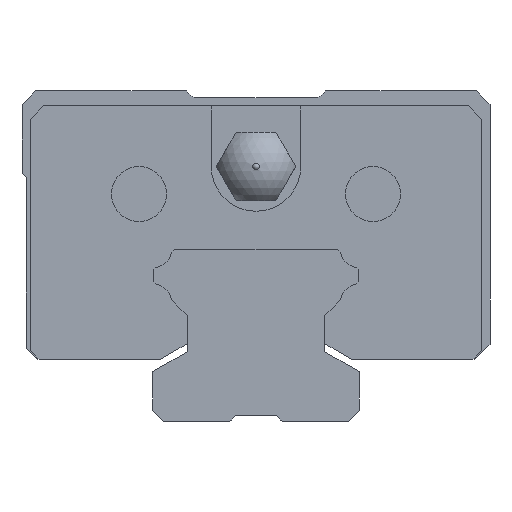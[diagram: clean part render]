
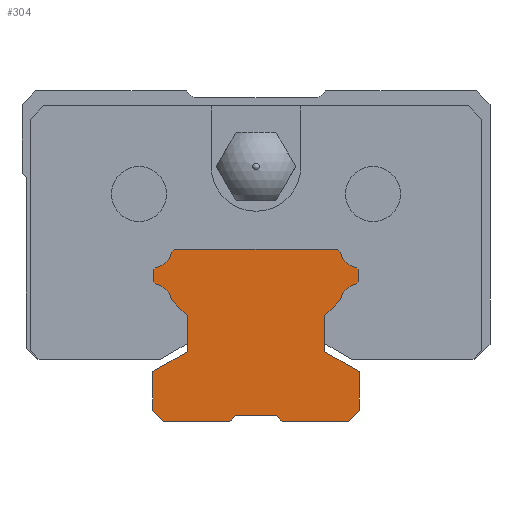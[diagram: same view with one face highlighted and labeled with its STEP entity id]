
A CAD part, front view. The second image highlights one B-rep face of the part: STEP entity #304.
In plain terms, the highlighted planar face has unit normal (0, -1, 0).
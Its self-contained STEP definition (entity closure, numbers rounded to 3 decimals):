
#304=ADVANCED_FACE('',(#598),#599,.T.);
#598=FACE_OUTER_BOUND('',#903,.T.);
#599=PLANE('',#904);
#903=EDGE_LOOP('',(#2031,#2032,#2033,#2034,#2035,#2036,#2037,#2038,#2039,#2040,#2041,#2042,#2043,#2044,#2045,#2046,#2047,#2048,#2049,#2050,#2051,#2052,#2053,#2054,#2055,#2056,#2057,#2058));
#904=AXIS2_PLACEMENT_3D('',#2059,#2060,#2061);
#2031=ORIENTED_EDGE('',*,*,#2444,.F.);
#2032=ORIENTED_EDGE('',*,*,#2490,.T.);
#2033=ORIENTED_EDGE('',*,*,#2492,.T.);
#2034=ORIENTED_EDGE('',*,*,#2515,.T.);
#2035=ORIENTED_EDGE('',*,*,#2528,.T.);
#2036=ORIENTED_EDGE('',*,*,#2529,.T.);
#2037=ORIENTED_EDGE('',*,*,#2520,.F.);
#2038=ORIENTED_EDGE('',*,*,#2527,.T.);
#2039=ORIENTED_EDGE('',*,*,#2530,.T.);
#2040=ORIENTED_EDGE('',*,*,#2500,.T.);
#2041=ORIENTED_EDGE('',*,*,#2531,.T.);
#2042=ORIENTED_EDGE('',*,*,#2497,.F.);
#2043=ORIENTED_EDGE('',*,*,#2522,.F.);
#2044=ORIENTED_EDGE('',*,*,#2532,.F.);
#2045=ORIENTED_EDGE('',*,*,#2533,.T.);
#2046=ORIENTED_EDGE('',*,*,#2440,.F.);
#2047=ORIENTED_EDGE('',*,*,#2433,.T.);
#2048=ORIENTED_EDGE('',*,*,#2437,.F.);
#2049=ORIENTED_EDGE('',*,*,#2534,.F.);
#2050=ORIENTED_EDGE('',*,*,#2535,.F.);
#2051=ORIENTED_EDGE('',*,*,#2481,.F.);
#2052=ORIENTED_EDGE('',*,*,#2506,.F.);
#2053=ORIENTED_EDGE('',*,*,#2536,.T.);
#2054=ORIENTED_EDGE('',*,*,#2510,.F.);
#2055=ORIENTED_EDGE('',*,*,#2537,.T.);
#2056=ORIENTED_EDGE('',*,*,#2484,.T.);
#2057=ORIENTED_EDGE('',*,*,#2505,.F.);
#2058=ORIENTED_EDGE('',*,*,#2494,.F.);
#2059=CARTESIAN_POINT('',(-7.64,-80.0,12.24));
#2060=DIRECTION('',(0.0,-1.0,0.0));
#2061=DIRECTION('',(0.0,0.0,-1.0));
#2433=EDGE_CURVE('',#3027,#3028,#3029,.T.);
#2437=EDGE_CURVE('',#3035,#3028,#3036,.T.);
#2440=EDGE_CURVE('',#3027,#3040,#3041,.T.);
#2444=EDGE_CURVE('',#3045,#3048,#3049,.T.);
#2481=EDGE_CURVE('',#3113,#3114,#3115,.T.);
#2484=EDGE_CURVE('',#3118,#3119,#3120,.T.);
#2490=EDGE_CURVE('',#3045,#3128,#3129,.T.);
#2492=EDGE_CURVE('',#3128,#3131,#3132,.T.);
#2494=EDGE_CURVE('',#3048,#3134,#3135,.T.);
#2497=EDGE_CURVE('',#3138,#3139,#3140,.T.);
#2500=EDGE_CURVE('',#3143,#3144,#3145,.T.);
#2505=EDGE_CURVE('',#3134,#3119,#3150,.T.);
#2506=EDGE_CURVE('',#3151,#3113,#3152,.T.);
#2510=EDGE_CURVE('',#3156,#3157,#3158,.T.);
#2515=EDGE_CURVE('',#3131,#3163,#3164,.T.);
#2520=EDGE_CURVE('',#3168,#3170,#3171,.T.);
#2522=EDGE_CURVE('',#3173,#3138,#3174,.T.);
#2527=EDGE_CURVE('',#3168,#3178,#3180,.T.);
#2528=EDGE_CURVE('',#3163,#3181,#3182,.T.);
#2529=EDGE_CURVE('',#3181,#3170,#3183,.T.);
#2530=EDGE_CURVE('',#3178,#3143,#3184,.T.);
#2531=EDGE_CURVE('',#3144,#3139,#3185,.T.);
#2532=EDGE_CURVE('',#3186,#3173,#3187,.T.);
#2533=EDGE_CURVE('',#3186,#3040,#3188,.T.);
#2534=EDGE_CURVE('',#3189,#3035,#3190,.T.);
#2535=EDGE_CURVE('',#3114,#3189,#3191,.T.);
#2536=EDGE_CURVE('',#3151,#3157,#3192,.T.);
#2537=EDGE_CURVE('',#3156,#3118,#3193,.T.);
#3027=VERTEX_POINT('',#3890);
#3028=VERTEX_POINT('',#3891);
#3029=LINE('',#3892,#3893);
#3035=VERTEX_POINT('',#3902);
#3036=LINE('',#3903,#3904);
#3040=VERTEX_POINT('',#3910);
#3041=CIRCLE('',#3911,1.55);
#3045=VERTEX_POINT('',#3916);
#3048=VERTEX_POINT('',#3920);
#3049=LINE('',#3921,#3922);
#3113=VERTEX_POINT('',#4011);
#3114=VERTEX_POINT('',#4012);
#3115=LINE('',#4013,#4014);
#3118=VERTEX_POINT('',#4019);
#3119=VERTEX_POINT('',#4020);
#3120=LINE('',#4021,#4022);
#3128=VERTEX_POINT('',#4034);
#3129=LINE('',#4035,#4036);
#3131=VERTEX_POINT('',#4039);
#3132=LINE('',#4040,#4041);
#3134=VERTEX_POINT('',#4044);
#3135=CIRCLE('',#4045,1.55);
#3138=VERTEX_POINT('',#4049);
#3139=VERTEX_POINT('',#4050);
#3140=LINE('',#4051,#4052);
#3143=VERTEX_POINT('',#4057);
#3144=VERTEX_POINT('',#4058);
#3145=LINE('',#4059,#4060);
#3150=LINE('',#4067,#4068);
#3151=VERTEX_POINT('',#4069);
#3152=LINE('',#4070,#4071);
#3156=VERTEX_POINT('',#4076);
#3157=VERTEX_POINT('',#4077);
#3158=CIRCLE('',#4078,1.55);
#3163=VERTEX_POINT('',#4087);
#3164=LINE('',#4088,#4089);
#3168=VERTEX_POINT('',#4094);
#3170=VERTEX_POINT('',#4097);
#3171=LINE('',#4098,#4099);
#3173=VERTEX_POINT('',#4102);
#3174=LINE('',#4103,#4104);
#3178=VERTEX_POINT('',#4109);
#3180=LINE('',#4112,#4113);
#3181=VERTEX_POINT('',#4114);
#3182=LINE('',#4115,#4116);
#3183=LINE('',#4117,#4118);
#3184=LINE('',#4119,#4120);
#3185=LINE('',#4121,#4122);
#3186=VERTEX_POINT('',#4123);
#3187=LINE('',#4124,#4125);
#3188=LINE('',#4126,#4127);
#3189=VERTEX_POINT('',#4128);
#3190=LINE('',#4129,#4130);
#3191=CIRCLE('',#4131,1.55);
#3192=LINE('',#4132,#4133);
#3193=LINE('',#4134,#4135);
#3890=CARTESIAN_POINT('',(7.285,-80.0,9.569));
#3891=CARTESIAN_POINT('',(7.43,-80.0,9.714));
#3892=CARTESIAN_POINT('',(7.285,-80.0,9.569));
#3893=VECTOR('',#4583,1000.0);
#3902=CARTESIAN_POINT('',(7.43,-80.0,10.586));
#3903=CARTESIAN_POINT('',(7.43,-80.0,10.586));
#3904=VECTOR('',#4587,1000.0);
#3910=CARTESIAN_POINT('',(6.131,-80.0,8.415));
#3911=AXIS2_PLACEMENT_3D('',#4590,#4591,#4592);
#3916=CARTESIAN_POINT('',(-5.,-80.0,7.284));
#3920=CARTESIAN_POINT('',(-6.131,-80.0,8.415));
#3921=CARTESIAN_POINT('',(-4.93,-80.0,7.214));
#3922=VECTOR('',#4598,1000.0);
#4011=CARTESIAN_POINT('',(5.916,-80.0,12.1));
#4012=CARTESIAN_POINT('',(6.131,-80.0,11.885));
#4013=CARTESIAN_POINT('',(5.986,-80.0,12.03));
#4014=VECTOR('',#4657,1000.0);
#4019=CARTESIAN_POINT('',(-7.43,-80.0,10.586));
#4020=CARTESIAN_POINT('',(-7.43,-80.0,9.714));
#4021=CARTESIAN_POINT('',(-7.43,-80.0,10.586));
#4022=VECTOR('',#4660,1000.0);
#4034=CARTESIAN_POINT('',(-5.,-80.0,4.643));
#4035=CARTESIAN_POINT('',(-5.,-80.0,5.221));
#4036=VECTOR('',#4668,1000.0);
#4039=CARTESIAN_POINT('',(-7.5,-80.0,3.2));
#4040=CARTESIAN_POINT('',(-5.,-80.0,4.643));
#4041=VECTOR('',#4670,1000.0);
#4044=CARTESIAN_POINT('',(-7.285,-80.0,9.569));
#4045=AXIS2_PLACEMENT_3D('',#4672,#4673,#4674);
#4049=CARTESIAN_POINT('',(7.5,-80.0,3.2));
#4050=CARTESIAN_POINT('',(7.5,-80.0,0.4));
#4051=CARTESIAN_POINT('',(7.5,-80.0,3.2));
#4052=VECTOR('',#4679,1000.0);
#4057=CARTESIAN_POINT('',(1.9,-80.0,-0.4));
#4058=CARTESIAN_POINT('',(6.7,-80.0,-0.4));
#4059=CARTESIAN_POINT('',(1.9,-80.0,-0.4));
#4060=VECTOR('',#4682,1000.0);
#4067=CARTESIAN_POINT('',(-7.285,-80.0,9.569));
#4068=VECTOR('',#4691,1000.0);
#4069=CARTESIAN_POINT('',(-5.916,-80.0,12.1));
#4070=CARTESIAN_POINT('',(-7.64,-80.0,12.1));
#4071=VECTOR('',#4692,1000.0);
#4076=CARTESIAN_POINT('',(-7.285,-80.0,10.731));
#4077=CARTESIAN_POINT('',(-6.131,-80.0,11.885));
#4078=AXIS2_PLACEMENT_3D('',#4700,#4701,#4702);
#4087=CARTESIAN_POINT('',(-7.5,-80.0,0.4));
#4088=CARTESIAN_POINT('',(-7.5,-80.0,3.2));
#4089=VECTOR('',#4707,1000.0);
#4094=CARTESIAN_POINT('',(-1.5,-80.0,0.0));
#4097=CARTESIAN_POINT('',(-1.9,-80.0,-0.4));
#4098=CARTESIAN_POINT('',(-1.5,-80.0,0.0));
#4099=VECTOR('',#4716,1000.0);
#4102=CARTESIAN_POINT('',(5.,-80.0,4.643));
#4103=CARTESIAN_POINT('',(5.,-80.0,4.643));
#4104=VECTOR('',#4718,1000.0);
#4109=CARTESIAN_POINT('',(1.5,-80.0,0.0));
#4112=CARTESIAN_POINT('',(-1.5,-80.0,0.0));
#4113=VECTOR('',#4727,1000.0);
#4114=CARTESIAN_POINT('',(-6.7,-80.0,-0.4));
#4115=CARTESIAN_POINT('',(-7.5,-80.0,0.4));
#4116=VECTOR('',#4728,1000.0);
#4117=CARTESIAN_POINT('',(-6.7,-80.0,-0.4));
#4118=VECTOR('',#4729,1000.0);
#4119=CARTESIAN_POINT('',(1.5,-80.0,0.0));
#4120=VECTOR('',#4730,1000.0);
#4121=CARTESIAN_POINT('',(6.7,-80.0,-0.4));
#4122=VECTOR('',#4731,1000.0);
#4123=CARTESIAN_POINT('',(5.,-80.0,7.284));
#4124=CARTESIAN_POINT('',(5.,-80.0,5.221));
#4125=VECTOR('',#4732,1000.0);
#4126=CARTESIAN_POINT('',(4.93,-80.0,7.214));
#4127=VECTOR('',#4733,1000.0);
#4128=CARTESIAN_POINT('',(7.285,-80.0,10.731));
#4129=CARTESIAN_POINT('',(7.285,-80.0,10.731));
#4130=VECTOR('',#4734,1000.0);
#4131=AXIS2_PLACEMENT_3D('',#4735,#4736,#4737);
#4132=CARTESIAN_POINT('',(-5.986,-80.0,12.03));
#4133=VECTOR('',#4738,1000.0);
#4134=CARTESIAN_POINT('',(-7.285,-80.0,10.731));
#4135=VECTOR('',#4739,1000.0);
#4583=DIRECTION('',(0.707,0.0,0.707));
#4587=DIRECTION('',(0.0,0.0,-1.0));
#4590=CARTESIAN_POINT('',(7.64,-80.0,8.06));
#4591=DIRECTION('',(0.0,-1.0,0.0));
#4592=DIRECTION('',(1.0,0.0,0.0));
#4598=DIRECTION('',(-0.707,0.0,0.707));
#4657=DIRECTION('',(0.707,0.0,-0.707));
#4660=DIRECTION('',(0.0,0.0,-1.0));
#4668=DIRECTION('',(0.0,0.0,-1.0));
#4670=DIRECTION('',(-0.866,0.0,-0.5));
#4672=CARTESIAN_POINT('',(-7.64,-80.0,8.06));
#4673=DIRECTION('',(0.0,-1.0,0.0));
#4674=DIRECTION('',(1.0,0.0,0.0));
#4679=DIRECTION('',(0.0,0.0,-1.0));
#4682=DIRECTION('',(1.0,0.0,0.0));
#4691=DIRECTION('',(-0.707,0.0,0.707));
#4692=DIRECTION('',(1.0,0.0,0.0));
#4700=CARTESIAN_POINT('',(-7.64,-80.0,12.24));
#4701=DIRECTION('',(0.0,-1.0,0.0));
#4702=DIRECTION('',(1.0,0.0,0.0));
#4707=DIRECTION('',(0.0,0.0,-1.0));
#4716=DIRECTION('',(-0.707,0.0,-0.707));
#4718=DIRECTION('',(0.866,0.0,-0.5));
#4727=DIRECTION('',(1.0,0.0,0.0));
#4728=DIRECTION('',(0.707,0.0,-0.707));
#4729=DIRECTION('',(1.0,0.0,0.0));
#4730=DIRECTION('',(0.707,0.0,-0.707));
#4731=DIRECTION('',(0.707,0.0,0.707));
#4732=DIRECTION('',(0.0,0.0,-1.0));
#4733=DIRECTION('',(0.707,0.0,0.707));
#4734=DIRECTION('',(0.707,0.0,-0.707));
#4735=CARTESIAN_POINT('',(7.64,-80.0,12.24));
#4736=DIRECTION('',(0.0,-1.0,0.0));
#4737=DIRECTION('',(1.0,0.0,0.0));
#4738=DIRECTION('',(-0.707,0.0,-0.707));
#4739=DIRECTION('',(-0.707,0.0,-0.707));
